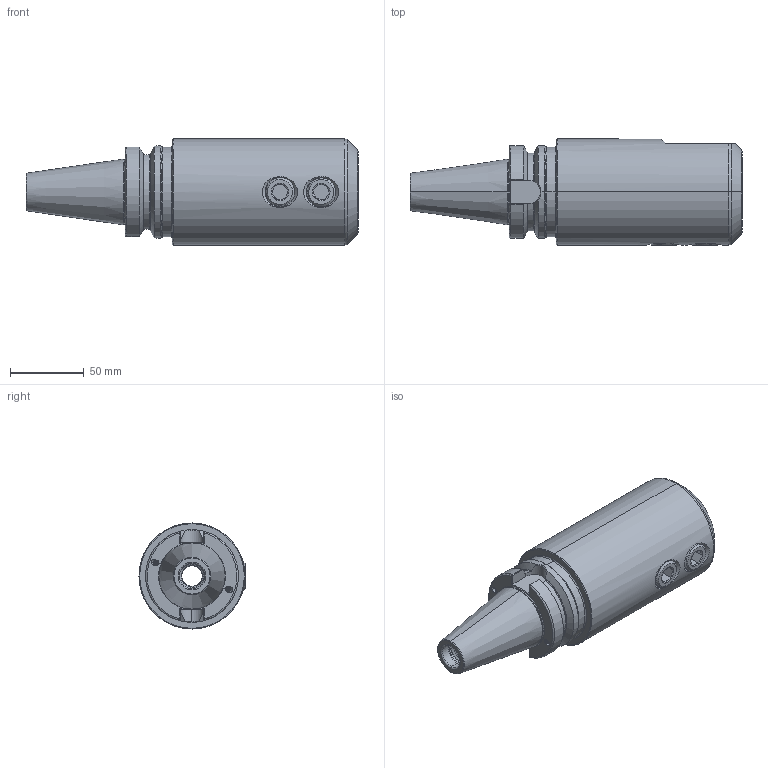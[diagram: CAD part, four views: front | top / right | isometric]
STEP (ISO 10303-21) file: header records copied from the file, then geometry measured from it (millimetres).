
FILE_DESCRIPTION (( 'STEP AP203' ), '1' );
FILE_NAME ('406.04.32.2.STEP', '2016-08-05T10:40:23', ( '' ), ( '' ), 'SwSTEP 2.0', 'SolidWorks 2012', '' );
FILE_SCHEMA (( 'CONFIG_CONTROL_DESIGN' ));
Length unit declared in the file: millimetre
Products named in the file (3): 406.04.32.2; 側固32_M20x2_20L
Assembly tree (3 placements, depth 2):
  406.04.32.2
    406.04.32.2
    側固32_M20x2_20L  x2
Bounding box: 225.4 x 72 x 72 mm (x, y, z)
Volume: 572350.1 mm3; surface area: 73891.8 mm2
Topology: 3 solids, 3 shells, 327 faces, 887 edges, 567 vertices
Faces by surface type: cylinder 161, plane 56, cone 41, bspline 38, torus 31
Entity records: 28059 total; most frequent: CARTESIAN_POINT 21571, ORIENTED_EDGE 1562, DIRECTION 1019, EDGE_CURVE 781, VERTEX_POINT 500, AXIS2_PLACEMENT_3D 398, EDGE_LOOP 301, FACE_OUTER_BOUND 288
